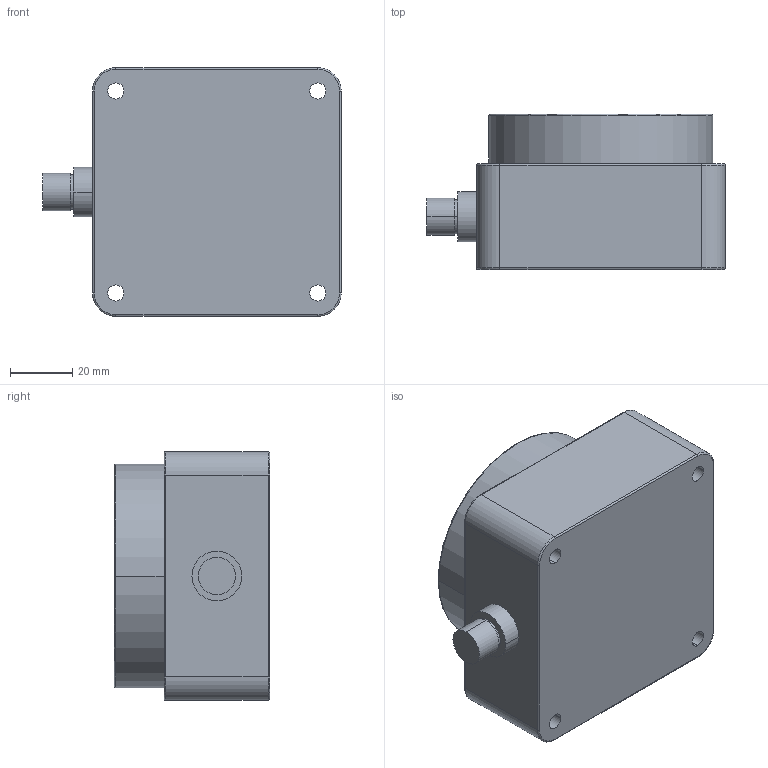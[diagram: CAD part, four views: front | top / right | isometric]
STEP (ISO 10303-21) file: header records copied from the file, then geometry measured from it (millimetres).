
FILE_DESCRIPTION((''),'2;1');
FILE_NAME('F42_D304072A','2006-01-03T',('Pepperl+Fuchs'),('Industriehansa'),'PRO/ENGINEER BY PARAMETRIC TECHNOLOGY CORPORATION, 2005290','PRO/ENGINEER BY PARAMETRIC TECHNOLOGY CORPORATION, 2005290','');
FILE_SCHEMA(('AUTOMOTIVE_DESIGN_CC2 { 1 2 10303 214 -1 1 5 2 }'));
Length unit declared in the file: millimetre
Products named in the file (1): F42_D304072A
Bounding box: 96 x 50 x 80 mm (x, y, z)
Volume: 279718.9 mm3; surface area: 29598.5 mm2
Topology: 1 solids, 1 shells, 76 faces, 195 edges, 140 vertices
Faces by surface type: plane 38, cylinder 28, torus 10
Entity records: 3053 total; most frequent: DIRECTION 421, CARTESIAN_POINT 386, ORIENTED_EDGE 360, PRESENTATION_STYLE_ASSIGNMENT 207, STYLED_ITEM 201, CURVE_STYLE 198, EDGE_CURVE 180, AXIS2_PLACEMENT_3D 149
